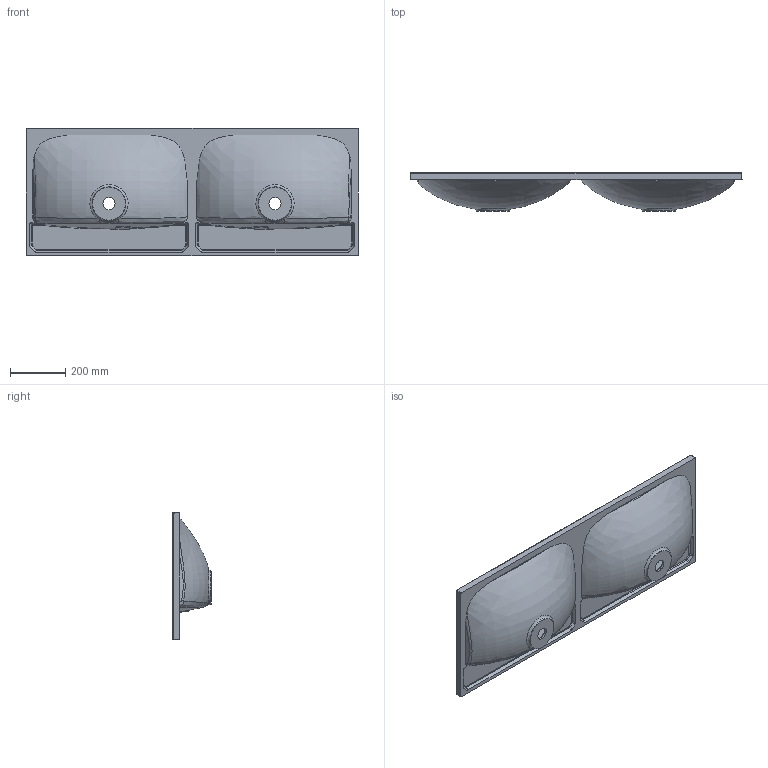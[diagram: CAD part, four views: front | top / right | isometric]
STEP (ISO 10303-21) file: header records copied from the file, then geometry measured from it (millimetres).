
FILE_DESCRIPTION (( 'STEP AP203' ), '1' );
FILE_NAME ('6229081242.step', '2020-12-18T12:31:38', ( 'admin' ), ( '' ), 'SwSTEP 2.0', 'SolidWorks 2019', '' );
FILE_SCHEMA (( 'CONFIG_CONTROL_DESIGN' ));
Length unit declared in the file: millimetre
Products named in the file (1): 6229081242
Bounding box: 1200 x 140 x 460 mm (x, y, z)
Volume: 9615963 mm3; surface area: 1436587.8 mm2
Topology: 1 solids, 1 shells, 188 faces, 478 edges, 288 vertices
Faces by surface type: bspline 82, cylinder 46, plane 34, cone 14, torus 8, sphere 4
Entity records: 30167 total; most frequent: CARTESIAN_POINT 26341, ORIENTED_EDGE 940, DIRECTION 588, EDGE_CURVE 470, VERTEX_POINT 288, AXIS2_PLACEMENT_3D 233, EDGE_LOOP 196, FACE_OUTER_BOUND 188
